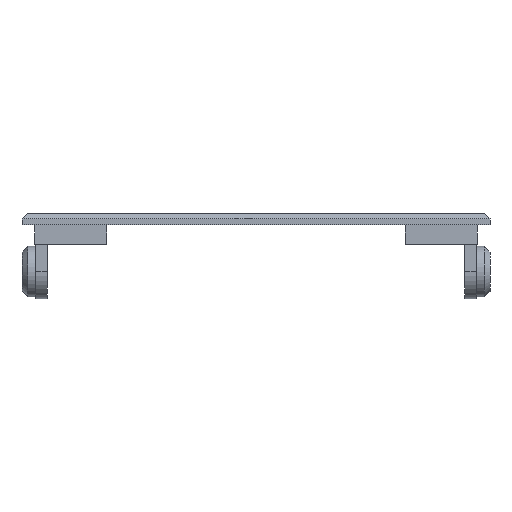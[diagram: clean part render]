
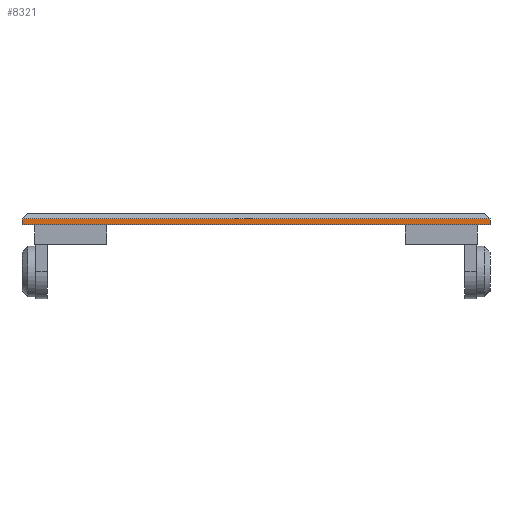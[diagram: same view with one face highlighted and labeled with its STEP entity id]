
A CAD part, front view. The second image highlights one B-rep face of the part: STEP entity #8321.
In plain terms, the highlighted planar face has unit normal (0, -1, 0).
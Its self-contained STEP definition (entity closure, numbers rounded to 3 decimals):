
#161=FACE_OUTER_BOUND('',#572,.T.);
#572=EDGE_LOOP('',(#5519,#5520,#5521,#5522));
#1109=LINE('',#11214,#2304);
#1115=LINE('',#11226,#2310);
#1119=LINE('',#11234,#2314);
#1120=LINE('',#11235,#2315);
#2304=VECTOR('',#9173,10.);
#2310=VECTOR('',#9183,10.);
#2314=VECTOR('',#9189,10.);
#2315=VECTOR('',#9190,10.);
#3495=VERTEX_POINT('',#11204);
#3499=VERTEX_POINT('',#11213);
#3503=VERTEX_POINT('',#11225);
#3506=VERTEX_POINT('',#11233);
#4301=EDGE_CURVE('',#3499,#3495,#1109,.T.);
#4307=EDGE_CURVE('',#3503,#3495,#1115,.T.);
#4311=EDGE_CURVE('',#3506,#3499,#1119,.T.);
#4312=EDGE_CURVE('',#3506,#3503,#1120,.T.);
#5519=ORIENTED_EDGE('',*,*,#4301,.F.);
#5520=ORIENTED_EDGE('',*,*,#4311,.F.);
#5521=ORIENTED_EDGE('',*,*,#4312,.T.);
#5522=ORIENTED_EDGE('',*,*,#4307,.T.);
#7916=PLANE('',#8746);
#8321=ADVANCED_FACE('',(#161),#7916,.T.);
#8746=AXIS2_PLACEMENT_3D('',#11232,#9187,#9188);
#9173=DIRECTION('',(1.,0.,0.));
#9183=DIRECTION('',(0.,0.,1.));
#9187=DIRECTION('center_axis',(0.,-1.,0.));
#9188=DIRECTION('ref_axis',(1.,0.,0.));
#9189=DIRECTION('',(0.,0.,1.));
#9190=DIRECTION('',(1.,0.,0.));
#11204=CARTESIAN_POINT('',(35.,-10.,49.5));
#11213=CARTESIAN_POINT('',(-85.,-10.,49.5));
#11214=CARTESIAN_POINT('',(-55.,-10.,49.5));
#11225=CARTESIAN_POINT('',(35.,-10.,48.));
#11226=CARTESIAN_POINT('',(35.,-10.,48.));
#11232=CARTESIAN_POINT('Origin',(-85.,-10.,48.));
#11233=CARTESIAN_POINT('',(-85.,-10.,48.));
#11234=CARTESIAN_POINT('',(-85.,-10.,48.));
#11235=CARTESIAN_POINT('',(-85.,-10.,48.));
